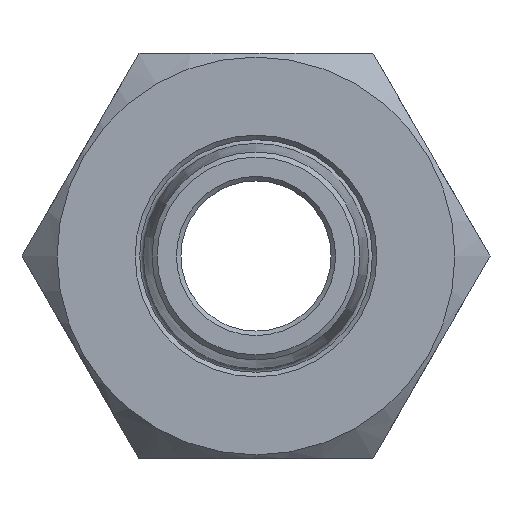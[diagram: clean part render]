
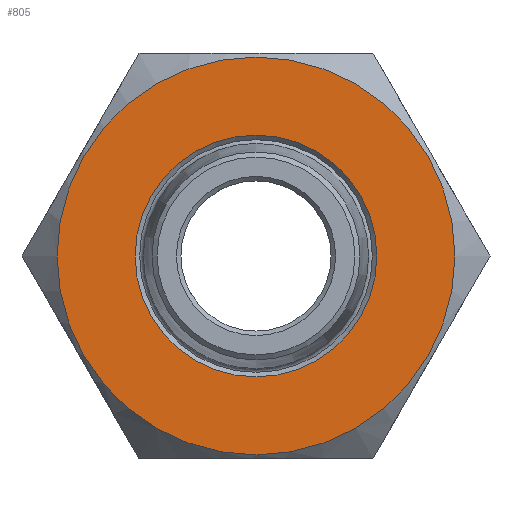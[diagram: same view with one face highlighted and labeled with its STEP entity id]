
A CAD part, left-side view. The second image highlights one B-rep face of the part: STEP entity #805.
In plain terms, the highlighted planar face has unit normal (-1, 0, 0).
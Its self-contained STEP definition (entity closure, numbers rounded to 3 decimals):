
#45=FACE_BOUND('',#146,.T.);
#66=PLANE('',#943);
#90=FACE_OUTER_BOUND('',#145,.T.);
#145=EDGE_LOOP('',(#593));
#146=EDGE_LOOP('',(#594));
#285=CIRCLE('',#924,13.25);
#292=CIRCLE('',#938,8.05);
#365=VERTEX_POINT('',#1397);
#371=VERTEX_POINT('',#1423);
#441=EDGE_CURVE('',#365,#365,#285,.T.);
#453=EDGE_CURVE('',#371,#371,#292,.T.);
#593=ORIENTED_EDGE('',*,*,#441,.T.);
#594=ORIENTED_EDGE('',*,*,#453,.F.);
#805=ADVANCED_FACE('',(#90,#45),#66,.T.);
#924=AXIS2_PLACEMENT_3D('',#1399,#1060,#1061);
#938=AXIS2_PLACEMENT_3D('',#1424,#1093,#1094);
#943=AXIS2_PLACEMENT_3D('',#1434,#1105,#1106);
#1060=DIRECTION('center_axis',(-1.,0.,0.));
#1061=DIRECTION('ref_axis',(0.,1.,0.));
#1093=DIRECTION('center_axis',(-1.,0.,0.));
#1094=DIRECTION('ref_axis',(0.,0.,-1.));
#1105=DIRECTION('center_axis',(-1.,0.,0.));
#1106=DIRECTION('ref_axis',(0.,0.,1.));
#1397=CARTESIAN_POINT('',(-13.5,-13.25,0.));
#1399=CARTESIAN_POINT('Origin',(-13.5,0.,0.));
#1423=CARTESIAN_POINT('',(-13.5,0.,8.05));
#1424=CARTESIAN_POINT('Origin',(-13.5,0.,0.));
#1434=CARTESIAN_POINT('Origin',(-13.5,0.,0.));
